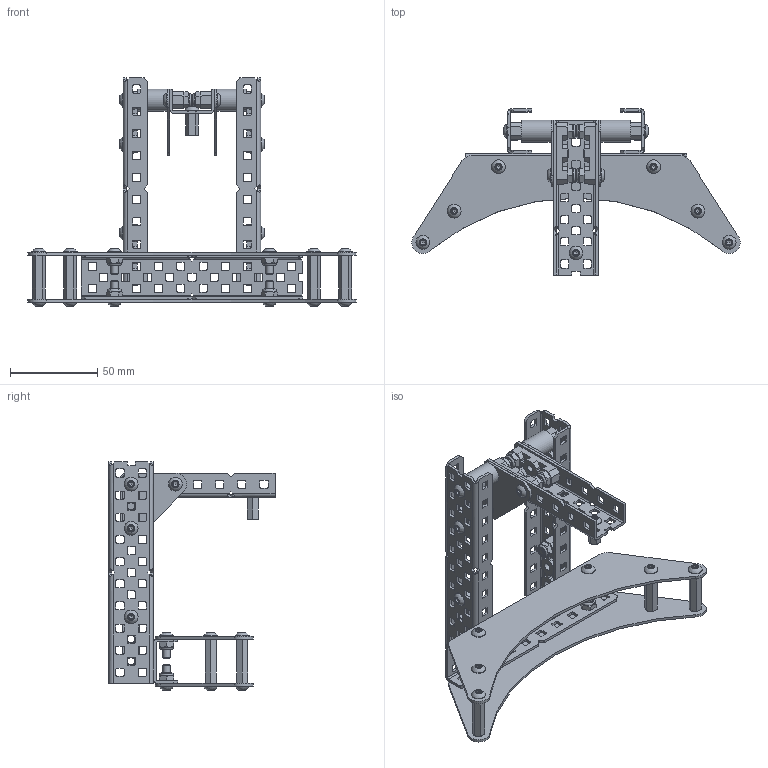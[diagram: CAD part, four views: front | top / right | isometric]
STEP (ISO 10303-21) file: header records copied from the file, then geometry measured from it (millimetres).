
FILE_DESCRIPTION(/* description */ (''),/* implementation_level */ '2;1');
FILE_NAME(/* name */ 'Back Clamp Assembly.step',/* time_stamp */ '2024-06-28T04:15:00-05:00',/* author */ (''),/* organization */ (''),/* preprocessor_version */ 'ST-DEVELOPER v20',/* originating_system */ 'Autodesk Translation Framework v13.14.0.145',/* authorisation */ '');
FILE_SCHEMA (('AUTOMOTIVE_DESIGN { 1 0 10303 214 3 1 1 }'));
Length unit declared in the file: inch
Products named in the file (18): Back Clamp; 2x C-Chan Alu v1; Owen V2_BackMogo Poly; Standoff v1; Standoff v1 (1); Bearing Screw; Bearing Screw_1; Bearing Screw_2; Bearing Screw_3; Screw Star v1; 2x C-Chan Alu v1 (1); Piston Mount Delrin 2; Standoff v1 (3); Screw Star v1_1; Screw Star v1 (1); Bearing Flat, Pillow; Nut Thin Nylock; Spacer (Nylon), .500 OD v1
Assembly tree (58 placements, depth 3):
  Back Clamp
    2x C-Chan Alu v1  x3
    Owen V2_BackMogo Poly  x2
    Standoff v1
    Standoff v1 (1)  x3
    Bearing Flat, Pillow  x6
    Screw Star v1_1  x15
    Bearing Screw
      Screw Star v1
      Nut Thin Nylock
    Bearing Screw_1
      Screw Star v1
      Nut Thin Nylock
    Nut Thin Nylock  x8
    Bearing Screw_2
      Screw Star v1
      Nut Thin Nylock
    Bearing Screw_3
      Screw Star v1
      Nut Thin Nylock
    2x C-Chan Alu v1 (1)
    Piston Mount Delrin 2  x2
    Standoff v1 (3)
    Screw Star v1 (1)  x2
    Spacer (Nylon), .500 OD v1  x2
Bounding box: 188.27 x 95.25 x 130.8 mm (x, y, z)
Volume: 72840 mm3; surface area: 98136 mm2
Topology: 54 solids, 54 shells, 3379 faces, 9377 edges, 6228 vertices
Faces by surface type: plane 1727, cylinder 1291, cone 262, bspline 44, torus 34, sphere 21
Full cylindrical faces by diameter (mm): 3.391 x24, 4.166 x21, 4.191 x5, 4.242 x18, 4.623 x8, 4.648 x10, 4.928 x2, 5.588 x12, 7.874 x12, 7.925 x21, 12.7 x2
Entity records: 39332 total; most frequent: CARTESIAN_POINT 8928, ORIENTED_EDGE 6318, DIRECTION 6134, EDGE_CURVE 3159, VERTEX_POINT 2110, AXIS2_PLACEMENT_3D 2065, LINE 2004, VECTOR 2004
